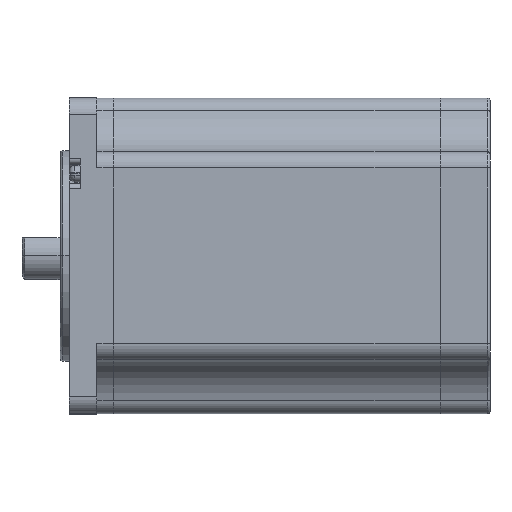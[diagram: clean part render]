
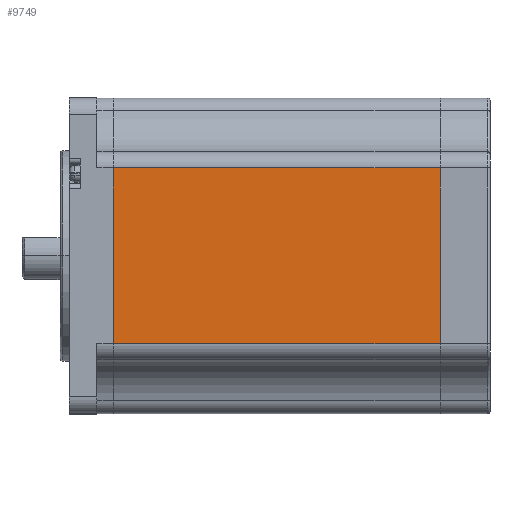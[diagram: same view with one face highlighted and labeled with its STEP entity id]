
A CAD part, top view. The second image highlights one B-rep face of the part: STEP entity #9749.
In plain terms, the highlighted planar face has unit normal (0, 0, 1).
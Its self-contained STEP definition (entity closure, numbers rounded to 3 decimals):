
#924 = DIRECTION ( 'NONE',  ( -1., 0., 0. ) ) ;
#1214 = VECTOR ( 'NONE', #5688, 1000. ) ;
#1232 = CARTESIAN_POINT ( 'NONE',  ( -68., -15.851, 28.5 ) ) ;
#1318 = DIRECTION ( 'NONE',  ( 0., 0., 1. ) ) ;
#1437 = CARTESIAN_POINT ( 'NONE',  ( -9., 15.851, 28.5 ) ) ;
#1698 = EDGE_CURVE ( 'NONE', #3594, #3316, #5702, .T. ) ;
#2645 = VERTEX_POINT ( 'NONE', #7572 ) ;
#2953 = CARTESIAN_POINT ( 'NONE',  ( -9., -28.5, 28.5 ) ) ;
#3269 = CARTESIAN_POINT ( 'NONE',  ( 0., -15.851, 28.5 ) ) ;
#3316 = VERTEX_POINT ( 'NONE', #1437 ) ;
#3371 = VECTOR ( 'NONE', #7309, 1000. ) ;
#3451 = VECTOR ( 'NONE', #924, 1000. ) ;
#3594 = VERTEX_POINT ( 'NONE', #5313 ) ;
#3638 = LINE ( 'NONE', #7806, #7055 ) ;
#4490 = EDGE_CURVE ( 'NONE', #2645, #7677, #3638, .T. ) ;
#4616 = ORIENTED_EDGE ( 'NONE', *, *, #1698, .T. ) ;
#4992 = CARTESIAN_POINT ( 'NONE',  ( -9., -28.5, 28.5 ) ) ;
#5251 = DIRECTION ( 'NONE',  ( 0., -1., 0. ) ) ;
#5252 = EDGE_LOOP ( 'NONE', ( #10303, #5258, #8521, #4616 ) ) ;
#5258 = ORIENTED_EDGE ( 'NONE', *, *, #4490, .T. ) ;
#5313 = CARTESIAN_POINT ( 'NONE',  ( -9., -15.851, 28.5 ) ) ;
#5688 = DIRECTION ( 'NONE',  ( 1., 0., 0. ) ) ;
#5702 = LINE ( 'NONE', #4992, #3371 ) ;
#6102 = EDGE_CURVE ( 'NONE', #3316, #2645, #8139, .T. ) ;
#6174 = DIRECTION ( 'NONE',  ( 1., 0., 0. ) ) ;
#6552 = CARTESIAN_POINT ( 'NONE',  ( -9., 15.851, 28.5 ) ) ;
#6643 = EDGE_CURVE ( 'NONE', #7677, #3594, #9821, .T. ) ;
#7055 = VECTOR ( 'NONE', #5251, 1000. ) ;
#7309 = DIRECTION ( 'NONE',  ( 0., 1., 0. ) ) ;
#7551 = FACE_OUTER_BOUND ( 'NONE', #5252, .T. ) ;
#7572 = CARTESIAN_POINT ( 'NONE',  ( -68., 15.851, 28.5 ) ) ;
#7677 = VERTEX_POINT ( 'NONE', #1232 ) ;
#7806 = CARTESIAN_POINT ( 'NONE',  ( -68., -28.5, 28.5 ) ) ;
#8139 = LINE ( 'NONE', #6552, #3451 ) ;
#8521 = ORIENTED_EDGE ( 'NONE', *, *, #6643, .T. ) ;
#8544 = PLANE ( 'NONE',  #9566 ) ;
#9566 = AXIS2_PLACEMENT_3D ( 'NONE', #2953, #1318, #6174 ) ;
#9749 = ADVANCED_FACE ( 'NONE', ( #7551 ), #8544, .T. ) ;
#9821 = LINE ( 'NONE', #3269, #1214 ) ;
#10303 = ORIENTED_EDGE ( 'NONE', *, *, #6102, .T. ) ;
